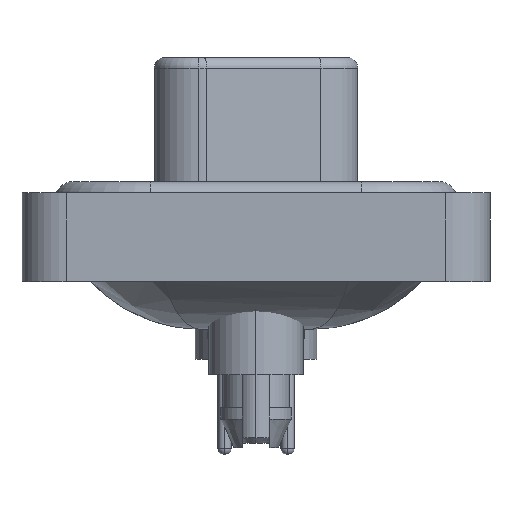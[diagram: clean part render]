
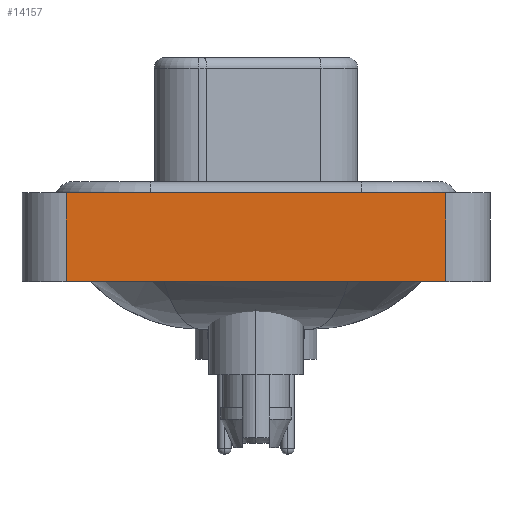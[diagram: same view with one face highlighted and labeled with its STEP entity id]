
A CAD part, left-side view. The second image highlights one B-rep face of the part: STEP entity #14157.
In plain terms, the highlighted planar face has unit normal (-1, 0, 0).
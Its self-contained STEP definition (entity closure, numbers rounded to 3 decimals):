
#1338 = DIRECTION ( 'NONE',  ( -1., 0., 0. ) ) ;
#1376 = EDGE_CURVE ( 'NONE', #3855, #12243, #19786, .T. ) ;
#2911 = EDGE_CURVE ( 'NONE', #21441, #3855, #20287, .T. ) ;
#3855 = VERTEX_POINT ( 'NONE', #19842 ) ;
#4114 = ORIENTED_EDGE ( 'NONE', *, *, #1376, .F. ) ;
#4395 = CARTESIAN_POINT ( 'NONE',  ( -7.25, 8.55, -3.6 ) ) ;
#4400 = VECTOR ( 'NONE', #17624, 1000. ) ;
#4444 = CARTESIAN_POINT ( 'NONE',  ( -7.25, -8.55, -3.6 ) ) ;
#4768 = ORIENTED_EDGE ( 'NONE', *, *, #2911, .F. ) ;
#5572 = CARTESIAN_POINT ( 'NONE',  ( -7.25, -8.55, -3.6 ) ) ;
#6262 = DIRECTION ( 'NONE',  ( 0., 0., 1. ) ) ;
#6815 = EDGE_CURVE ( 'NONE', #21441, #10034, #16757, .T. ) ;
#8033 = DIRECTION ( 'NONE',  ( 0., 0., 1. ) ) ;
#9659 = EDGE_CURVE ( 'NONE', #10034, #12243, #11290, .T. ) ;
#9893 = CARTESIAN_POINT ( 'NONE',  ( -7.25, -8.55, -3.6 ) ) ;
#10034 = VERTEX_POINT ( 'NONE', #5572 ) ;
#11290 = LINE ( 'NONE', #4444, #14313 ) ;
#12182 = EDGE_LOOP ( 'NONE', ( #13595, #4114, #4768, #18828 ) ) ;
#12243 = VERTEX_POINT ( 'NONE', #17511 ) ;
#12850 = VECTOR ( 'NONE', #8033, 1000. ) ;
#13337 = PLANE ( 'NONE',  #21765 ) ;
#13595 = ORIENTED_EDGE ( 'NONE', *, *, #9659, .T. ) ;
#14157 = ADVANCED_FACE ( 'NONE', ( #14828 ), #13337, .T. ) ;
#14313 = VECTOR ( 'NONE', #6262, 1000. ) ;
#14430 = CARTESIAN_POINT ( 'NONE',  ( -7.25, -8.55, 0.4 ) ) ;
#14762 = VECTOR ( 'NONE', #21923, 1000. ) ;
#14828 = FACE_OUTER_BOUND ( 'NONE', #12182, .T. ) ;
#16757 = LINE ( 'NONE', #9893, #14762 ) ;
#17086 = DIRECTION ( 'NONE',  ( 0., 0., 1. ) ) ;
#17312 = CARTESIAN_POINT ( 'NONE',  ( -7.25, 8.55, -3.6 ) ) ;
#17511 = CARTESIAN_POINT ( 'NONE',  ( -7.25, -8.55, 0.4 ) ) ;
#17624 = DIRECTION ( 'NONE',  ( 0., -1., 0. ) ) ;
#18828 = ORIENTED_EDGE ( 'NONE', *, *, #6815, .T. ) ;
#19786 = LINE ( 'NONE', #14430, #4400 ) ;
#19842 = CARTESIAN_POINT ( 'NONE',  ( -7.25, 8.55, 0.4 ) ) ;
#20287 = LINE ( 'NONE', #4395, #12850 ) ;
#20309 = CARTESIAN_POINT ( 'NONE',  ( -7.25, -8.55, -3.6 ) ) ;
#21441 = VERTEX_POINT ( 'NONE', #17312 ) ;
#21765 = AXIS2_PLACEMENT_3D ( 'NONE', #20309, #1338, #17086 ) ;
#21923 = DIRECTION ( 'NONE',  ( 0., -1., 0. ) ) ;
